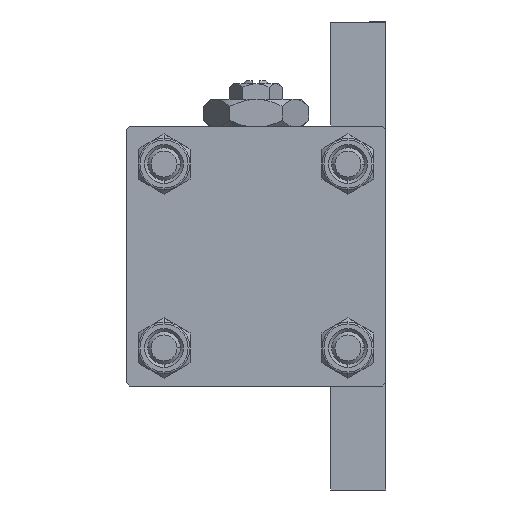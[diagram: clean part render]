
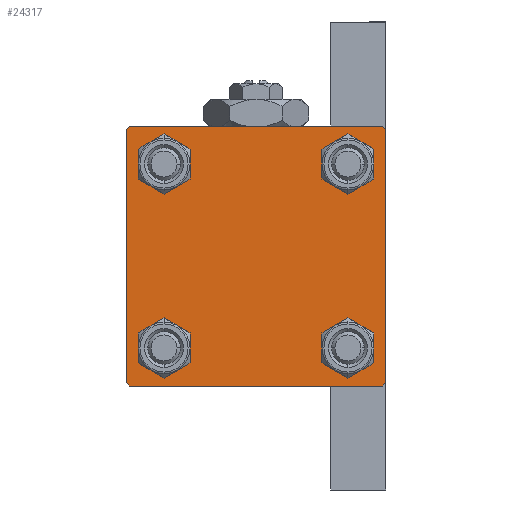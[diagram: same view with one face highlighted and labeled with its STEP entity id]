
A CAD part, left-side view. The second image highlights one B-rep face of the part: STEP entity #24317.
In plain terms, the highlighted planar face has unit normal (-1, 0, 0).
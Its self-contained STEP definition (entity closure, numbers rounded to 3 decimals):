
#952 = CARTESIAN_POINT ( 'NONE',  ( 0., -14.15, -17.15 ) ) ;
#1574 = CARTESIAN_POINT ( 'NONE',  ( 0., -14.15, 14.15 ) ) ;
#1892 = EDGE_CURVE ( 'NONE', #45994, #19094, #34055, .T. ) ;
#2060 = DIRECTION ( 'NONE',  ( 0., 0., 1. ) ) ;
#2220 = CARTESIAN_POINT ( 'NONE',  ( 0., -20., 20. ) ) ;
#2383 = VERTEX_POINT ( 'NONE', #6942 ) ;
#2471 = CARTESIAN_POINT ( 'NONE',  ( 0., 19.5, -20. ) ) ;
#2477 = EDGE_CURVE ( 'NONE', #22659, #2383, #26859, .T. ) ;
#2670 = EDGE_CURVE ( 'NONE', #6323, #2825, #41335, .T. ) ;
#2739 = ORIENTED_EDGE ( 'NONE', *, *, #18535, .T. ) ;
#2825 = VERTEX_POINT ( 'NONE', #14887 ) ;
#2948 = CARTESIAN_POINT ( 'NONE',  ( 0., -20., 19.5 ) ) ;
#3069 = CARTESIAN_POINT ( 'NONE',  ( 0., -14.15, -14.15 ) ) ;
#3487 = AXIS2_PLACEMENT_3D ( 'NONE', #31109, #35619, #4598 ) ;
#3634 = FACE_BOUND ( 'NONE', #45944, .T. ) ;
#4232 = ORIENTED_EDGE ( 'NONE', *, *, #29183, .T. ) ;
#4598 = DIRECTION ( 'NONE',  ( 0., 0., 1. ) ) ;
#5618 = ORIENTED_EDGE ( 'NONE', *, *, #42149, .T. ) ;
#5640 = EDGE_CURVE ( 'NONE', #12681, #16275, #21297, .T. ) ;
#6323 = VERTEX_POINT ( 'NONE', #15345 ) ;
#6692 = CIRCLE ( 'NONE', #34920, 3. ) ;
#6900 = FACE_BOUND ( 'NONE', #43011, .T. ) ;
#6942 = CARTESIAN_POINT ( 'NONE',  ( 0., 14.15, 11.15 ) ) ;
#7103 = ORIENTED_EDGE ( 'NONE', *, *, #39877, .T. ) ;
#7247 = CARTESIAN_POINT ( 'NONE',  ( 0., 20., 20. ) ) ;
#9213 = EDGE_CURVE ( 'NONE', #12681, #41549, #25425, .T. ) ;
#9289 = EDGE_LOOP ( 'NONE', ( #41942, #2739 ) ) ;
#9567 = EDGE_CURVE ( 'NONE', #45994, #16275, #22035, .T. ) ;
#9919 = DIRECTION ( 'NONE',  ( 0., -1., 0. ) ) ;
#9920 = DIRECTION ( 'NONE',  ( 0., -1., 0. ) ) ;
#10317 = DIRECTION ( 'NONE',  ( 1., 0., 0. ) ) ;
#10448 = VECTOR ( 'NONE', #45627, 1000. ) ;
#10548 = DIRECTION ( 'NONE',  ( 1., 0., 0. ) ) ;
#10607 = DIRECTION ( 'NONE',  ( 0., 0., 1. ) ) ;
#10903 = CARTESIAN_POINT ( 'NONE',  ( 0., -19.75, -19.75 ) ) ;
#12100 = VECTOR ( 'NONE', #18690, 1000. ) ;
#12629 = ORIENTED_EDGE ( 'NONE', *, *, #38950, .T. ) ;
#12681 = VERTEX_POINT ( 'NONE', #2948 ) ;
#13239 = VECTOR ( 'NONE', #28452, 1000. ) ;
#13455 = DIRECTION ( 'NONE',  ( 1., 0., 0. ) ) ;
#14168 = VERTEX_POINT ( 'NONE', #36144 ) ;
#14587 = CIRCLE ( 'NONE', #33138, 3. ) ;
#14887 = CARTESIAN_POINT ( 'NONE',  ( 0., -14.15, 11.15 ) ) ;
#14927 = ORIENTED_EDGE ( 'NONE', *, *, #27292, .T. ) ;
#15224 = PLANE ( 'NONE',  #48234 ) ;
#15345 = CARTESIAN_POINT ( 'NONE',  ( 0., -14.15, 17.15 ) ) ;
#16275 = VERTEX_POINT ( 'NONE', #37258 ) ;
#16708 = ORIENTED_EDGE ( 'NONE', *, *, #9567, .F. ) ;
#16835 = CARTESIAN_POINT ( 'NONE',  ( 0., 14.15, -11.15 ) ) ;
#17155 = CARTESIAN_POINT ( 'NONE',  ( 0., 20., 19.5 ) ) ;
#17894 = DIRECTION ( 'NONE',  ( 0., 0., 1. ) ) ;
#18212 = VERTEX_POINT ( 'NONE', #2471 ) ;
#18308 = EDGE_LOOP ( 'NONE', ( #48541, #14927, #7103, #12629, #23900, #43723, #16708, #30595 ) ) ;
#18410 = CARTESIAN_POINT ( 'NONE',  ( 0., 19.75, 19.75 ) ) ;
#18535 = EDGE_CURVE ( 'NONE', #2825, #6323, #45751, .T. ) ;
#18690 = DIRECTION ( 'NONE',  ( 0., -0.707, -0.707 ) ) ;
#18754 = FACE_BOUND ( 'NONE', #9289, .T. ) ;
#19005 = DIRECTION ( 'NONE',  ( -1., 0., 0. ) ) ;
#19094 = VERTEX_POINT ( 'NONE', #17155 ) ;
#19959 = EDGE_LOOP ( 'NONE', ( #4232, #5618 ) ) ;
#20311 = CARTESIAN_POINT ( 'NONE',  ( 0., -20., -19.5 ) ) ;
#20335 = VERTEX_POINT ( 'NONE', #16835 ) ;
#20591 = DIRECTION ( 'NONE',  ( 1., 0., 0. ) ) ;
#21297 = LINE ( 'NONE', #36665, #43813 ) ;
#21328 = CIRCLE ( 'NONE', #44659, 3. ) ;
#22035 = LINE ( 'NONE', #25081, #27757 ) ;
#22557 = DIRECTION ( 'NONE',  ( 0., 0., 1. ) ) ;
#22659 = VERTEX_POINT ( 'NONE', #30593 ) ;
#22882 = VERTEX_POINT ( 'NONE', #25266 ) ;
#22972 = VERTEX_POINT ( 'NONE', #952 ) ;
#22994 = VECTOR ( 'NONE', #9920, 1000. ) ;
#23061 = FACE_OUTER_BOUND ( 'NONE', #18308, .T. ) ;
#23318 = ORIENTED_EDGE ( 'NONE', *, *, #35604, .T. ) ;
#23900 = ORIENTED_EDGE ( 'NONE', *, *, #9213, .F. ) ;
#24317 = ADVANCED_FACE ( 'NONE', ( #18754, #26086, #3634, #6900, #23061 ), #15224, .T. ) ;
#25081 = CARTESIAN_POINT ( 'NONE',  ( 0., 20., 20. ) ) ;
#25266 = CARTESIAN_POINT ( 'NONE',  ( 0., -19.5, -20. ) ) ;
#25313 = ORIENTED_EDGE ( 'NONE', *, *, #44981, .T. ) ;
#25425 = LINE ( 'NONE', #2220, #13239 ) ;
#25613 = DIRECTION ( 'NONE',  ( 0., 0., 1. ) ) ;
#26086 = FACE_BOUND ( 'NONE', #19959, .T. ) ;
#26157 = ORIENTED_EDGE ( 'NONE', *, *, #2477, .T. ) ;
#26203 = DIRECTION ( 'NONE',  ( 0., 0., 1. ) ) ;
#26859 = CIRCLE ( 'NONE', #3487, 3. ) ;
#26874 = AXIS2_PLACEMENT_3D ( 'NONE', #49628, #10317, #17894 ) ;
#26924 = LINE ( 'NONE', #7247, #40593 ) ;
#27292 = EDGE_CURVE ( 'NONE', #28298, #18212, #37111, .T. ) ;
#27757 = VECTOR ( 'NONE', #9919, 1000. ) ;
#28298 = VERTEX_POINT ( 'NONE', #39105 ) ;
#28452 = DIRECTION ( 'NONE',  ( 0., 0., -1. ) ) ;
#28665 = CIRCLE ( 'NONE', #44766, 3. ) ;
#28859 = CARTESIAN_POINT ( 'NONE',  ( 0., 20., -20. ) ) ;
#29183 = EDGE_CURVE ( 'NONE', #40279, #22972, #14587, .T. ) ;
#29646 = DIRECTION ( 'NONE',  ( 1., 0., 0. ) ) ;
#30593 = CARTESIAN_POINT ( 'NONE',  ( 0., 14.15, 17.15 ) ) ;
#30595 = ORIENTED_EDGE ( 'NONE', *, *, #1892, .T. ) ;
#31109 = CARTESIAN_POINT ( 'NONE',  ( 0., 14.15, 14.15 ) ) ;
#31545 = CARTESIAN_POINT ( 'NONE',  ( 0., -14.15, -11.15 ) ) ;
#31714 = CIRCLE ( 'NONE', #26874, 3. ) ;
#32890 = CARTESIAN_POINT ( 'NONE',  ( 0., 14.15, -14.15 ) ) ;
#32938 = CARTESIAN_POINT ( 'NONE',  ( 0., -14.15, -14.15 ) ) ;
#33138 = AXIS2_PLACEMENT_3D ( 'NONE', #32938, #20591, #44006 ) ;
#33606 = ORIENTED_EDGE ( 'NONE', *, *, #36680, .T. ) ;
#34055 = LINE ( 'NONE', #18410, #10448 ) ;
#34920 = AXIS2_PLACEMENT_3D ( 'NONE', #49116, #10548, #26203 ) ;
#34934 = AXIS2_PLACEMENT_3D ( 'NONE', #1574, #39874, #2060 ) ;
#35604 = EDGE_CURVE ( 'NONE', #14168, #20335, #6692, .T. ) ;
#35619 = DIRECTION ( 'NONE',  ( 1., 0., 0. ) ) ;
#36144 = CARTESIAN_POINT ( 'NONE',  ( 0., 14.15, -17.15 ) ) ;
#36665 = CARTESIAN_POINT ( 'NONE',  ( 0., -19.75, 19.75 ) ) ;
#36680 = EDGE_CURVE ( 'NONE', #2383, #22659, #31714, .T. ) ;
#37111 = LINE ( 'NONE', #42811, #12100 ) ;
#37189 = CARTESIAN_POINT ( 'NONE',  ( 0., -14.15, 14.15 ) ) ;
#37258 = CARTESIAN_POINT ( 'NONE',  ( 0., -19.5, 20. ) ) ;
#38386 = EDGE_CURVE ( 'NONE', #19094, #28298, #26924, .T. ) ;
#38423 = CARTESIAN_POINT ( 'NONE',  ( 0., 0., 0. ) ) ;
#38950 = EDGE_CURVE ( 'NONE', #22882, #41549, #41916, .T. ) ;
#39025 = VECTOR ( 'NONE', #48969, 1000. ) ;
#39105 = CARTESIAN_POINT ( 'NONE',  ( 0., 20., -19.5 ) ) ;
#39874 = DIRECTION ( 'NONE',  ( 1., 0., 0. ) ) ;
#39877 = EDGE_CURVE ( 'NONE', #18212, #22882, #41178, .T. ) ;
#39949 = DIRECTION ( 'NONE',  ( 0., 0.707, 0.707 ) ) ;
#40279 = VERTEX_POINT ( 'NONE', #31545 ) ;
#40593 = VECTOR ( 'NONE', #42289, 1000. ) ;
#41178 = LINE ( 'NONE', #28859, #22994 ) ;
#41335 = CIRCLE ( 'NONE', #34934, 3. ) ;
#41549 = VERTEX_POINT ( 'NONE', #20311 ) ;
#41916 = LINE ( 'NONE', #10903, #39025 ) ;
#41942 = ORIENTED_EDGE ( 'NONE', *, *, #2670, .T. ) ;
#42149 = EDGE_CURVE ( 'NONE', #22972, #40279, #21328, .T. ) ;
#42289 = DIRECTION ( 'NONE',  ( 0., 0., -1. ) ) ;
#42811 = CARTESIAN_POINT ( 'NONE',  ( 0., 19.75, -19.75 ) ) ;
#43011 = EDGE_LOOP ( 'NONE', ( #26157, #33606 ) ) ;
#43311 = AXIS2_PLACEMENT_3D ( 'NONE', #37189, #29646, #25613 ) ;
#43723 = ORIENTED_EDGE ( 'NONE', *, *, #5640, .T. ) ;
#43813 = VECTOR ( 'NONE', #39949, 1000. ) ;
#44006 = DIRECTION ( 'NONE',  ( 0., 0., 1. ) ) ;
#44205 = DIRECTION ( 'NONE',  ( 0., 0., 1. ) ) ;
#44659 = AXIS2_PLACEMENT_3D ( 'NONE', #3069, #48926, #10607 ) ;
#44766 = AXIS2_PLACEMENT_3D ( 'NONE', #32890, #13455, #44205 ) ;
#44981 = EDGE_CURVE ( 'NONE', #20335, #14168, #28665, .T. ) ;
#45575 = CARTESIAN_POINT ( 'NONE',  ( 0., 19.5, 20. ) ) ;
#45627 = DIRECTION ( 'NONE',  ( 0., 0.707, -0.707 ) ) ;
#45751 = CIRCLE ( 'NONE', #43311, 3. ) ;
#45944 = EDGE_LOOP ( 'NONE', ( #25313, #23318 ) ) ;
#45994 = VERTEX_POINT ( 'NONE', #45575 ) ;
#48234 = AXIS2_PLACEMENT_3D ( 'NONE', #38423, #19005, #22557 ) ;
#48541 = ORIENTED_EDGE ( 'NONE', *, *, #38386, .T. ) ;
#48926 = DIRECTION ( 'NONE',  ( 1., 0., 0. ) ) ;
#48969 = DIRECTION ( 'NONE',  ( 0., -0.707, 0.707 ) ) ;
#49116 = CARTESIAN_POINT ( 'NONE',  ( 0., 14.15, -14.15 ) ) ;
#49628 = CARTESIAN_POINT ( 'NONE',  ( 0., 14.15, 14.15 ) ) ;
